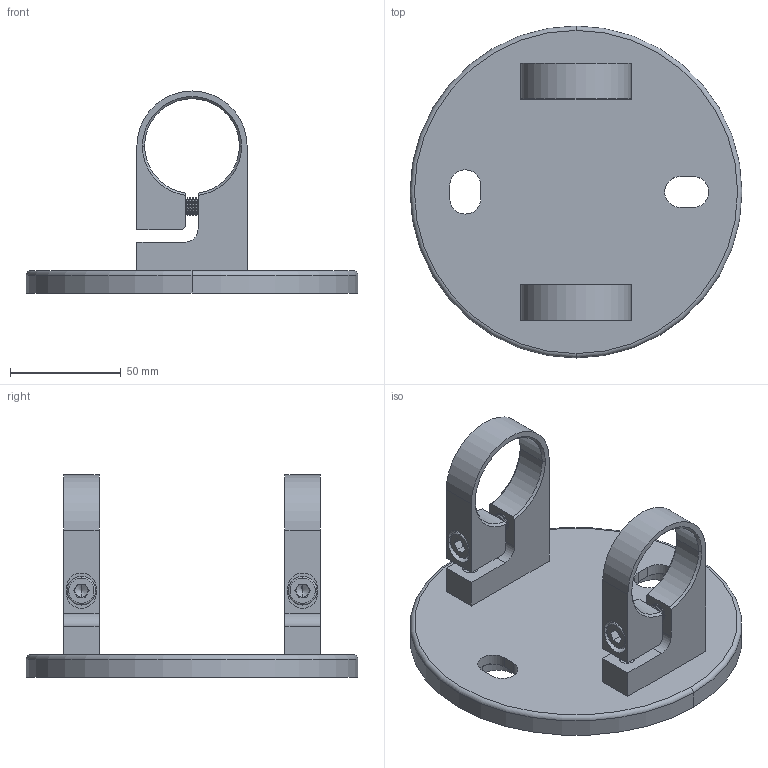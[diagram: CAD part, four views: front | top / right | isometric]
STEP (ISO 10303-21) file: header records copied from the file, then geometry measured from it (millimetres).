
FILE_DESCRIPTION (( 'STEP AP203' ), '1' );
FILE_NAME ('60201-240.step', '2019-05-03T08:23:04', ( '' ), ( '' ), 'SwSTEP 2.0', 'SolidWorks 2015', '' );
FILE_SCHEMA (( 'CONFIG_CONTROL_DESIGN' ));
Length unit declared in the file: millimetre
Products named in the file (5): socket countersunk head screw_din_DIN 7991 - M8 x 20 --- 20S; socket head cap screw_din_DIN 912 M8 x 30 --- 30S; 60201-240; 50138-240P Konfig_60201-240 Teil1; 6020X-240 Teil1 Konfig_60206-240 Teil1
Assembly tree (9 placements, depth 2):
  60201-240
    50138-240P Konfig_60201-240 Teil1
    6020X-240 Teil1 Konfig_60206-240 Teil1  x2
    socket head cap screw_din_DIN 912 M8 x 30 --- 30S  x2
    socket countersunk head screw_din_DIN 7991 - M8 x 20 --- 20S  x4
Bounding box: 150 x 150 x 91.3 mm (x, y, z)
Volume: 146500.4 mm3; surface area: 83222.6 mm2
Topology: 9 solids, 9 shells, 1274 faces, 3244 edges, 1966 vertices
Faces by surface type: cone 404, cylinder 367, plane 310, bspline 96, sphere 56, torus 41
Entity records: 29778 total; most frequent: CARTESIAN_POINT 10361, DIRECTION 3955, ORIENTED_EDGE 3916, EDGE_CURVE 1958, AXIS2_PLACEMENT_3D 1480, VERTEX_POINT 1206, VECTOR 995, LINE 995
